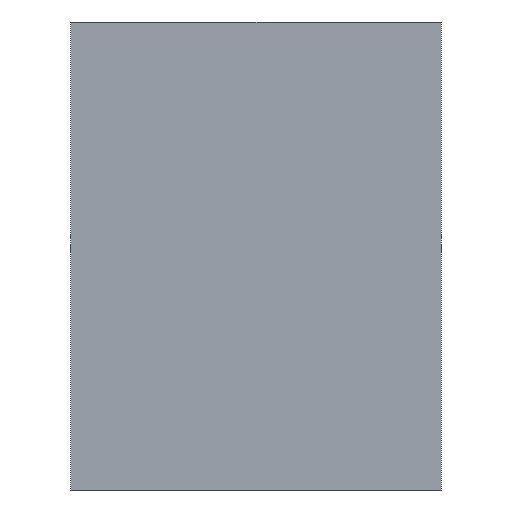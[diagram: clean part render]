
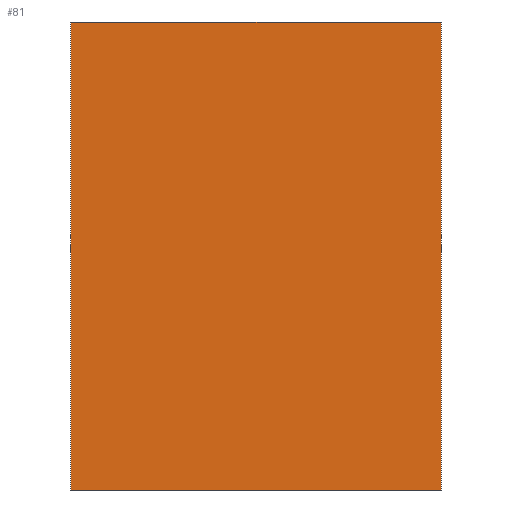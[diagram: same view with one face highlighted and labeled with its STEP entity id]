
A CAD part, left-side view. The second image highlights one B-rep face of the part: STEP entity #81.
In plain terms, the highlighted planar face has unit normal (-1, 0, 0).
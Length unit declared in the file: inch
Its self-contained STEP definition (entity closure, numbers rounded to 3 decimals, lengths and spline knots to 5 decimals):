
#2 = VERTEX_POINT ( 'NONE', #145 ) ;
#5 = CARTESIAN_POINT ( 'NONE',  ( 0., 0., 0. ) ) ;
#13 = LINE ( 'NONE', #134, #71 ) ;
#19 = FACE_OUTER_BOUND ( 'NONE', #147, .T. ) ;
#20 = ORIENTED_EDGE ( 'NONE', *, *, #54, .T. ) ;
#22 = VECTOR ( 'NONE', #166, 39.37008 ) ;
#23 = DIRECTION ( 'NONE',  ( 0., 0., -1. ) ) ;
#24 = VERTEX_POINT ( 'NONE', #5 ) ;
#35 = CARTESIAN_POINT ( 'NONE',  ( 0., 0., 0. ) ) ;
#47 = ORIENTED_EDGE ( 'NONE', *, *, #169, .F. ) ;
#54 = EDGE_CURVE ( 'NONE', #2, #75, #13, .T. ) ;
#55 = ORIENTED_EDGE ( 'NONE', *, *, #172, .T. ) ;
#71 = VECTOR ( 'NONE', #173, 39.37008 ) ;
#73 = ORIENTED_EDGE ( 'NONE', *, *, #96, .F. ) ;
#75 = VERTEX_POINT ( 'NONE', #94 ) ;
#81 = ADVANCED_FACE ( 'NONE', ( #19 ), #154, .F. ) ;
#90 = CARTESIAN_POINT ( 'NONE',  ( 0., 0.0748, 0. ) ) ;
#93 = LINE ( 'NONE', #35, #22 ) ;
#94 = CARTESIAN_POINT ( 'NONE',  ( 0., 0., -0.09449 ) ) ;
#95 = VECTOR ( 'NONE', #179, 39.37008 ) ;
#96 = EDGE_CURVE ( 'NONE', #2, #113, #189, .T. ) ;
#103 = LINE ( 'NONE', #90, #95 ) ;
#105 = AXIS2_PLACEMENT_3D ( 'NONE', #106, #159, #23 ) ;
#106 = CARTESIAN_POINT ( 'NONE',  ( 0., 0.0748, 0. ) ) ;
#113 = VERTEX_POINT ( 'NONE', #163 ) ;
#119 = DIRECTION ( 'NONE',  ( 0., 0., 1. ) ) ;
#132 = CARTESIAN_POINT ( 'NONE',  ( 0., 0.0748, 0. ) ) ;
#134 = CARTESIAN_POINT ( 'NONE',  ( 0., 0.0748, -0.09449 ) ) ;
#145 = CARTESIAN_POINT ( 'NONE',  ( 0., 0.0748, -0.09449 ) ) ;
#146 = VECTOR ( 'NONE', #119, 39.37008 ) ;
#147 = EDGE_LOOP ( 'NONE', ( #55, #47, #73, #20 ) ) ;
#154 = PLANE ( 'NONE',  #105 ) ;
#159 = DIRECTION ( 'NONE',  ( 1., 0., 0. ) ) ;
#163 = CARTESIAN_POINT ( 'NONE',  ( 0., 0.0748, 0. ) ) ;
#166 = DIRECTION ( 'NONE',  ( 0., 0., 1. ) ) ;
#169 = EDGE_CURVE ( 'NONE', #113, #24, #103, .T. ) ;
#172 = EDGE_CURVE ( 'NONE', #75, #24, #93, .T. ) ;
#173 = DIRECTION ( 'NONE',  ( 0., -1., 0. ) ) ;
#179 = DIRECTION ( 'NONE',  ( 0., -1., 0. ) ) ;
#189 = LINE ( 'NONE', #132, #146 ) ;
